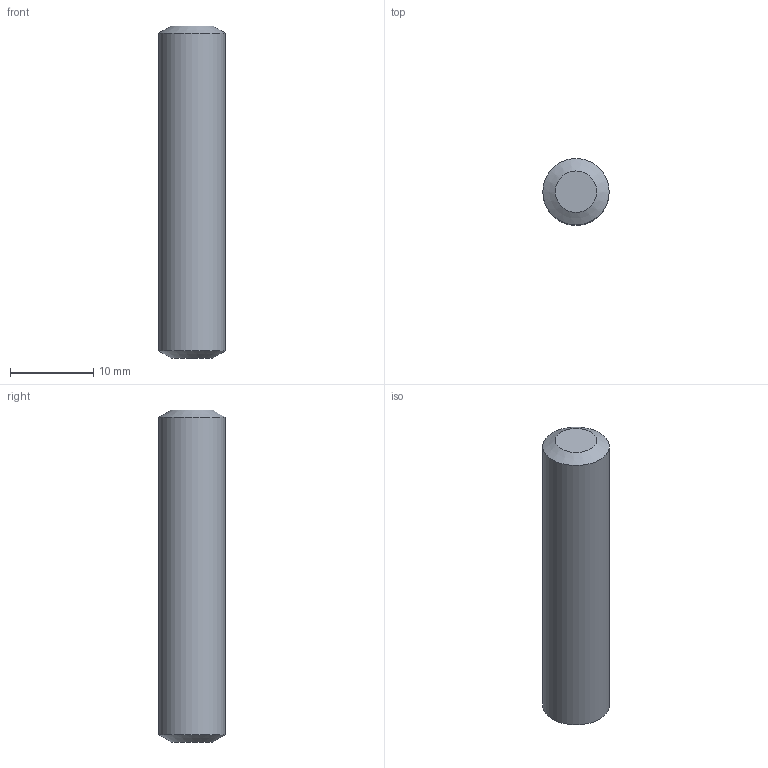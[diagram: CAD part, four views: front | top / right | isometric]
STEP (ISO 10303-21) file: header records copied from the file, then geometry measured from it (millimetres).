
FILE_DESCRIPTION(('FreeCAD Model'),'2;1');
FILE_NAME('Holzduebel_8x40.step','2021-05-30T01:57:27',('Author'),(''), 'Open CASCADE STEP processor 7.3','FreeCAD','Unknown');
FILE_SCHEMA(('AUTOMOTIVE_DESIGN { 1 0 10303 214 1 1 1 1 }'));
Length unit declared in the file: millimetre
Products named in the file (1): Holzduebel_8x40
Bounding box: 8 x 8 x 40 mm (x, y, z)
Volume: 1982.1 mm3; surface area: 1071.8 mm2
Topology: 1 solids, 1 shells, 5 faces, 7 edges, 4 vertices
Faces by surface type: plane 2, cone 2, cylinder 1
Full cylindrical faces by diameter (mm): 8 x1
Entity records: 209 total; most frequent: CARTESIAN_POINT 43, DIRECTION 25, ORIENTED_EDGE 14, PCURVE 14, DEFINITIONAL_REPRESENTATION 14, B_SPLINE_CURVE_WITH_KNOTS 12, AXIS2_PLACEMENT_3D 10, EDGE_CURVE 7
